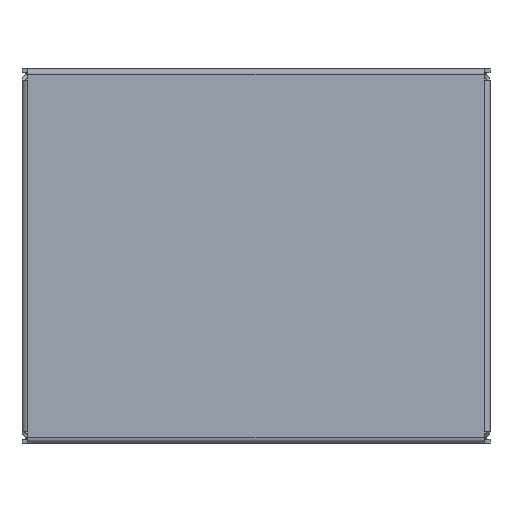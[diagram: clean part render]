
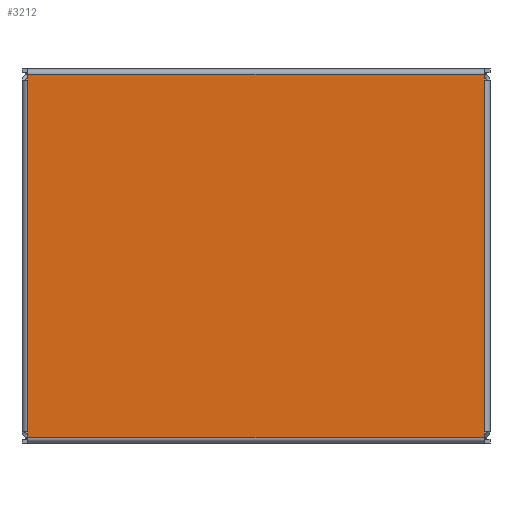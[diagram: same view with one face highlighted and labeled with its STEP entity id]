
A CAD part, front view. The second image highlights one B-rep face of the part: STEP entity #3212.
In plain terms, the highlighted face is planar.
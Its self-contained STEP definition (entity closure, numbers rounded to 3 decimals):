
#1633=CARTESIAN_POINT('',(47.752,-61.976,0.0));
#1634=VERTEX_POINT('',#1633);
#1734=CARTESIAN_POINT('',(-47.752,61.976,0.0));
#1735=VERTEX_POINT('',#1734);
#2984=CARTESIAN_POINT('',(49.276,-61.976,0.0));
#2985=VERTEX_POINT('',#2984);
#2993=CARTESIAN_POINT('',(49.276,61.976,0.0));
#2994=VERTEX_POINT('',#2993);
#2995=CARTESIAN_POINT('',(49.276,61.976,0.0));
#2996=DIRECTION('',(0.0,-1.0,0.0));
#2997=VECTOR('',#2996,123.952);
#2998=LINE('',#2995,#2997);
#2999=EDGE_CURVE('',#2994,#2985,#2998,.T.);
#3049=CARTESIAN_POINT('',(-49.276,61.976,0.0));
#3050=VERTEX_POINT('',#3049);
#3058=CARTESIAN_POINT('',(-49.276,-61.976,0.0));
#3059=VERTEX_POINT('',#3058);
#3060=CARTESIAN_POINT('',(-49.276,-61.976,0.0));
#3061=DIRECTION('',(0.0,1.0,0.0));
#3062=VECTOR('',#3061,123.952);
#3063=LINE('',#3060,#3062);
#3064=EDGE_CURVE('',#3059,#3050,#3063,.T.);
#3109=CARTESIAN_POINT('',(47.752,61.976,0.0));
#3110=VERTEX_POINT('',#3109);
#3118=CARTESIAN_POINT('',(-47.752,61.976,0.0));
#3119=DIRECTION('',(1.0,0.0,0.0));
#3120=VECTOR('',#3119,95.504);
#3121=LINE('',#3118,#3120);
#3122=EDGE_CURVE('',#1735,#3110,#3121,.T.);
#3158=CARTESIAN_POINT('',(-47.752,-61.976,0.0));
#3159=VERTEX_POINT('',#3158);
#3167=CARTESIAN_POINT('',(47.752,-61.976,0.0));
#3168=DIRECTION('',(-1.0,0.0,0.0));
#3169=VECTOR('',#3168,95.504);
#3170=LINE('',#3167,#3169);
#3171=EDGE_CURVE('',#1634,#3159,#3170,.T.);
#3177=CARTESIAN_POINT('',(-50.8,-63.5,0.0));
#3178=DIRECTION('',(0.0,0.0,1.0));
#3179=DIRECTION('',(1.0,0.0,0.0));
#3180=AXIS2_PLACEMENT_3D('',#3177,#3178,#3179);
#3181=PLANE('',#3180);
#3182=ORIENTED_EDGE('',*,*,#2999,.T.);
#3183=CARTESIAN_POINT('',(49.276,-61.976,0.0));
#3184=DIRECTION('',(-1.0,0.0,0.0));
#3185=VECTOR('',#3184,1.524);
#3186=LINE('',#3183,#3185);
#3187=EDGE_CURVE('',#2985,#1634,#3186,.T.);
#3188=ORIENTED_EDGE('',*,*,#3187,.T.);
#3189=ORIENTED_EDGE('',*,*,#3171,.T.);
#3190=CARTESIAN_POINT('',(-47.752,-61.976,0.0));
#3191=DIRECTION('',(-1.0,0.0,0.0));
#3192=VECTOR('',#3191,1.524);
#3193=LINE('',#3190,#3192);
#3194=EDGE_CURVE('',#3159,#3059,#3193,.T.);
#3195=ORIENTED_EDGE('',*,*,#3194,.T.);
#3196=ORIENTED_EDGE('',*,*,#3064,.T.);
#3197=CARTESIAN_POINT('',(-49.276,61.976,0.0));
#3198=DIRECTION('',(1.0,0.0,0.0));
#3199=VECTOR('',#3198,1.524);
#3200=LINE('',#3197,#3199);
#3201=EDGE_CURVE('',#3050,#1735,#3200,.T.);
#3202=ORIENTED_EDGE('',*,*,#3201,.T.);
#3203=ORIENTED_EDGE('',*,*,#3122,.T.);
#3204=CARTESIAN_POINT('',(47.752,61.976,0.0));
#3205=DIRECTION('',(1.0,0.0,0.0));
#3206=VECTOR('',#3205,1.524);
#3207=LINE('',#3204,#3206);
#3208=EDGE_CURVE('',#3110,#2994,#3207,.T.);
#3209=ORIENTED_EDGE('',*,*,#3208,.T.);
#3210=EDGE_LOOP('',(#3182,#3188,#3189,#3195,#3196,#3202,#3203,#3209));
#3211=FACE_OUTER_BOUND('',#3210,.T.);
#3212=ADVANCED_FACE('',(#3211),#3181,.F.);
